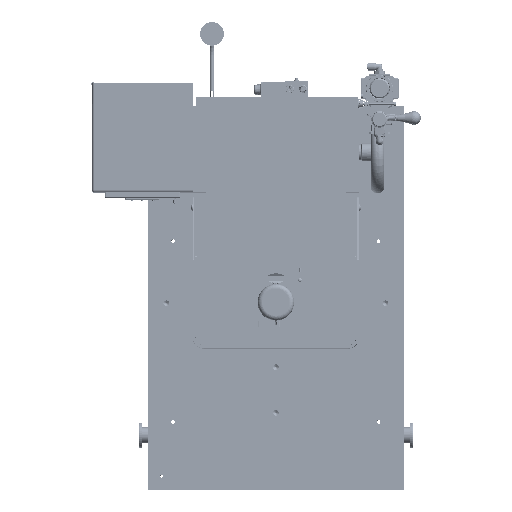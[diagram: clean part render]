
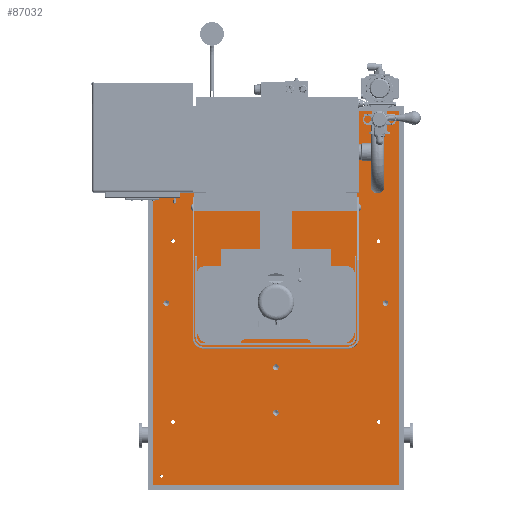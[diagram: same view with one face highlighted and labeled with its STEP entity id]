
A CAD part, top view. The second image highlights one B-rep face of the part: STEP entity #87032.
In plain terms, the highlighted planar face has unit normal (0, 0, 1).
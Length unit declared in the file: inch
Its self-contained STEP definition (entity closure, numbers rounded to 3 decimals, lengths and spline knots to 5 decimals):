
#86483=CARTESIAN_POINT('',(2.6565,-9.51043,-0.01));
#86484=VERTEX_POINT('',#86483);
#86491=CARTESIAN_POINT('',(2.5,-9.51043,-0.01));
#86492=DIRECTION('',(0.,0.,-1.));
#86493=DIRECTION('',(1.,0.,0.));
#86494=AXIS2_PLACEMENT_3D('',#86491,#86492,#86493);
#86495=CIRCLE('',#86494,0.1565);
#86496=EDGE_CURVE('',#86484,#86484,#86495,.T.);
#86508=CARTESIAN_POINT('',(2.6565,-12.01043,-0.01));
#86509=VERTEX_POINT('',#86508);
#86516=CARTESIAN_POINT('',(2.5,-12.01043,-0.01));
#86517=DIRECTION('',(0.,0.,-1.));
#86518=DIRECTION('',(-1.,0.01,0.));
#86519=AXIS2_PLACEMENT_3D('',#86516,#86517,#86518);
#86520=CIRCLE('',#86519,0.1565);
#86521=EDGE_CURVE('',#86509,#86509,#86520,.T.);
#86533=CARTESIAN_POINT('',(8.6565,-6.01043,-0.01));
#86534=VERTEX_POINT('',#86533);
#86541=CARTESIAN_POINT('',(8.5,-6.01043,-0.01));
#86542=DIRECTION('',(0.,0.,-1.));
#86543=DIRECTION('',(1.,0.,0.));
#86544=AXIS2_PLACEMENT_3D('',#86541,#86542,#86543);
#86545=CIRCLE('',#86544,0.1565);
#86546=EDGE_CURVE('',#86534,#86534,#86545,.T.);
#86558=CARTESIAN_POINT('',(6.1565,-6.01043,-0.01));
#86559=VERTEX_POINT('',#86558);
#86566=CARTESIAN_POINT('',(6.,-6.01043,-0.01));
#86567=DIRECTION('',(0.,0.,-1.));
#86568=DIRECTION('',(1.,0.,0.));
#86569=AXIS2_PLACEMENT_3D('',#86566,#86567,#86568);
#86570=CIRCLE('',#86569,0.1565);
#86571=EDGE_CURVE('',#86559,#86559,#86570,.T.);
#86583=CARTESIAN_POINT('',(-3.3435,-6.01043,-0.01));
#86584=VERTEX_POINT('',#86583);
#86591=CARTESIAN_POINT('',(-3.5,-6.01043,-0.01));
#86592=DIRECTION('',(0.,0.,-1.));
#86593=DIRECTION('',(1.,0.,0.));
#86594=AXIS2_PLACEMENT_3D('',#86591,#86592,#86593);
#86595=CIRCLE('',#86594,0.1565);
#86596=EDGE_CURVE('',#86584,#86584,#86595,.T.);
#86616=CARTESIAN_POINT('',(-3.0245,-2.61043,-0.01));
#86617=VERTEX_POINT('',#86616);
#86624=CARTESIAN_POINT('',(-3.125,-2.61043,-0.01));
#86625=DIRECTION('',(0.,0.,-1.));
#86626=DIRECTION('',(1.,0.,0.));
#86627=AXIS2_PLACEMENT_3D('',#86624,#86625,#86626);
#86628=CIRCLE('',#86627,0.1005);
#86629=EDGE_CURVE('',#86617,#86617,#86628,.T.);
#86641=CARTESIAN_POINT('',(2.6565,-2.51043,-0.01));
#86642=VERTEX_POINT('',#86641);
#86649=CARTESIAN_POINT('',(2.5,-2.51043,-0.01));
#86650=DIRECTION('',(0.,0.,-1.));
#86651=DIRECTION('',(1.,0.,0.));
#86652=AXIS2_PLACEMENT_3D('',#86649,#86650,#86651);
#86653=CIRCLE('',#86652,0.1565);
#86654=EDGE_CURVE('',#86642,#86642,#86653,.T.);
#86666=CARTESIAN_POINT('',(-0.8435,-6.01043,-0.01));
#86667=VERTEX_POINT('',#86666);
#86674=CARTESIAN_POINT('',(-1.,-6.01043,-0.01));
#86675=DIRECTION('',(0.,0.,-1.));
#86676=DIRECTION('',(1.,0.,0.));
#86677=AXIS2_PLACEMENT_3D('',#86674,#86675,#86676);
#86678=CIRCLE('',#86677,0.1565);
#86679=EDGE_CURVE('',#86667,#86667,#86678,.T.);
#86700=CARTESIAN_POINT('',(9.25,-15.98043,-0.01));
#86701=VERTEX_POINT('',#86700);
#86708=CARTESIAN_POINT('',(-4.25,-15.98043,-0.01));
#86709=VERTEX_POINT('',#86708);
#86710=CARTESIAN_POINT('',(9.,-15.98043,-0.01));
#86711=DIRECTION('',(1.,0.,0.));
#86712=VECTOR('',#86711,39.37008);
#86713=LINE('',#86710,#86712);
#86714=EDGE_CURVE('',#86709,#86701,#86713,.T.);
#86730=CARTESIAN_POINT('',(9.25,4.51957,-0.01));
#86731=VERTEX_POINT('',#86730);
#86732=CARTESIAN_POINT('',(9.25,4.26957,-0.01));
#86733=DIRECTION('',(0.,1.,0.));
#86734=VECTOR('',#86733,39.37008);
#86735=LINE('',#86732,#86734);
#86736=EDGE_CURVE('',#86701,#86731,#86735,.T.);
#86769=CARTESIAN_POINT('',(-4.25,4.51957,-0.01));
#86770=VERTEX_POINT('',#86769);
#86777=CARTESIAN_POINT('',(9.,4.51957,-0.01));
#86778=DIRECTION('',(-1.,0.,0.));
#86779=VECTOR('',#86778,39.37008);
#86780=LINE('',#86777,#86779);
#86781=EDGE_CURVE('',#86731,#86770,#86780,.T.);
#86799=CARTESIAN_POINT('',(-4.25,4.26957,-0.01));
#86800=DIRECTION('',(0.,-1.,0.));
#86801=VECTOR('',#86800,39.37008);
#86802=LINE('',#86799,#86801);
#86803=EDGE_CURVE('',#86770,#86709,#86802,.T.);
#86823=CARTESIAN_POINT('',(-3.0245,-12.51043,-0.01));
#86824=VERTEX_POINT('',#86823);
#86831=CARTESIAN_POINT('',(-3.125,-12.51043,-0.01));
#86832=DIRECTION('',(0.,0.,-1.));
#86833=DIRECTION('',(1.,0.,0.));
#86834=AXIS2_PLACEMENT_3D('',#86831,#86832,#86833);
#86835=CIRCLE('',#86834,0.1005);
#86836=EDGE_CURVE('',#86824,#86824,#86835,.T.);
#86847=CARTESIAN_POINT('',(-3.8295,-15.48043,-0.01));
#86848=VERTEX_POINT('',#86847);
#86849=CARTESIAN_POINT('',(-3.75,-15.48043,-0.01));
#86850=DIRECTION('',(0.,0.,1.));
#86851=DIRECTION('',(1.,0.,0.));
#86852=AXIS2_PLACEMENT_3D('',#86849,#86850,#86851);
#86853=CIRCLE('',#86852,0.0795);
#86854=EDGE_CURVE('',#86848,#86848,#86853,.T.);
#86958=ORIENTED_EDGE('',*,*,#86781,.T.);
#86959=ORIENTED_EDGE('',*,*,#86803,.T.);
#86960=ORIENTED_EDGE('',*,*,#86714,.T.);
#86961=ORIENTED_EDGE('',*,*,#86736,.T.);
#86962=EDGE_LOOP('',(#86958,#86959,#86960,#86961));
#86963=FACE_OUTER_BOUND('',#86962,.T.);
#86964=ORIENTED_EDGE('',*,*,#86679,.T.);
#86965=EDGE_LOOP('',(#86964));
#86966=FACE_BOUND('',#86965,.T.);
#86967=ORIENTED_EDGE('',*,*,#86654,.T.);
#86968=EDGE_LOOP('',(#86967));
#86969=FACE_BOUND('',#86968,.T.);
#86970=CARTESIAN_POINT('',(2.5,-6.13543,-0.01));
#86971=VERTEX_POINT('',#86970);
#86972=CARTESIAN_POINT('',(2.5,-6.01043,-0.01));
#86973=DIRECTION('',(0.,0.,1.));
#86974=DIRECTION('',(0.,-1.,0.));
#86975=AXIS2_PLACEMENT_3D('',#86972,#86973,#86974);
#86976=CIRCLE('',#86975,0.125);
#86977=EDGE_CURVE('',#86971,#86971,#86976,.T.);
#86978=ORIENTED_EDGE('',*,*,#86977,.F.);
#86979=EDGE_LOOP('',(#86978));
#86980=FACE_BOUND('',#86979,.T.);
#86981=ORIENTED_EDGE('',*,*,#86629,.T.);
#86982=EDGE_LOOP('',(#86981));
#86983=FACE_BOUND('',#86982,.T.);
#86984=ORIENTED_EDGE('',*,*,#86596,.T.);
#86985=EDGE_LOOP('',(#86984));
#86986=FACE_BOUND('',#86985,.T.);
#86987=ORIENTED_EDGE('',*,*,#86571,.T.);
#86988=EDGE_LOOP('',(#86987));
#86989=FACE_BOUND('',#86988,.T.);
#86990=ORIENTED_EDGE('',*,*,#86546,.T.);
#86991=EDGE_LOOP('',(#86990));
#86992=FACE_BOUND('',#86991,.T.);
#86993=CARTESIAN_POINT('',(8.2255,-2.61043,-0.01));
#86994=VERTEX_POINT('',#86993);
#86995=CARTESIAN_POINT('',(8.125,-2.61043,-0.01));
#86996=DIRECTION('',(0.,0.,-1.));
#86997=DIRECTION('',(1.,0.,0.));
#86998=AXIS2_PLACEMENT_3D('',#86995,#86996,#86997);
#86999=CIRCLE('',#86998,0.1005);
#87000=EDGE_CURVE('',#86994,#86994,#86999,.T.);
#87001=ORIENTED_EDGE('',*,*,#87000,.T.);
#87002=EDGE_LOOP('',(#87001));
#87003=FACE_BOUND('',#87002,.T.);
#87004=ORIENTED_EDGE('',*,*,#86836,.T.);
#87005=EDGE_LOOP('',(#87004));
#87006=FACE_BOUND('',#87005,.T.);
#87007=ORIENTED_EDGE('',*,*,#86854,.F.);
#87008=EDGE_LOOP('',(#87007));
#87009=FACE_BOUND('',#87008,.T.);
#87010=CARTESIAN_POINT('',(8.2255,-12.51043,-0.01));
#87011=VERTEX_POINT('',#87010);
#87012=CARTESIAN_POINT('',(8.125,-12.51043,-0.01));
#87013=DIRECTION('',(0.,0.,-1.));
#87014=DIRECTION('',(1.,0.,0.));
#87015=AXIS2_PLACEMENT_3D('',#87012,#87013,#87014);
#87016=CIRCLE('',#87015,0.1005);
#87017=EDGE_CURVE('',#87011,#87011,#87016,.T.);
#87018=ORIENTED_EDGE('',*,*,#87017,.T.);
#87019=EDGE_LOOP('',(#87018));
#87020=FACE_BOUND('',#87019,.T.);
#87021=ORIENTED_EDGE('',*,*,#86521,.T.);
#87022=EDGE_LOOP('',(#87021));
#87023=FACE_BOUND('',#87022,.T.);
#87024=ORIENTED_EDGE('',*,*,#86496,.T.);
#87025=EDGE_LOOP('',(#87024));
#87026=FACE_BOUND('',#87025,.T.);
#87027=CARTESIAN_POINT('',(-4.,4.26957,-0.01));
#87028=DIRECTION('',(0.,0.,1.));
#87029=DIRECTION('',(1.,0.,0.));
#87030=AXIS2_PLACEMENT_3D('',#87027,#87028,#87029);
#87031=PLANE('',#87030);
#87032=ADVANCED_FACE('',(#86963,#86966,#86969,#86980,#86983,#86986,#86989,#86992,#87003,#87006,#87009,#87020,#87023,#87026),#87031,.T.);
